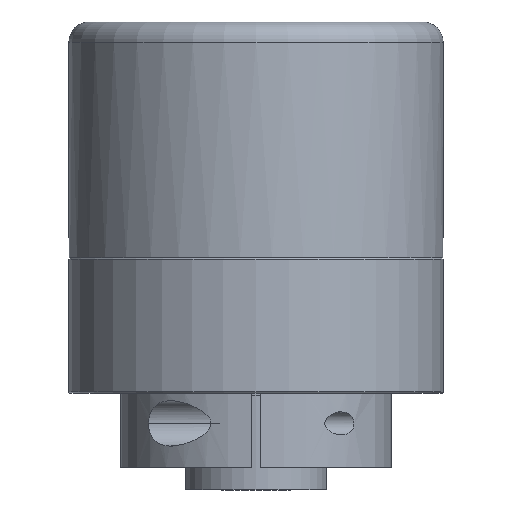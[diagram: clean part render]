
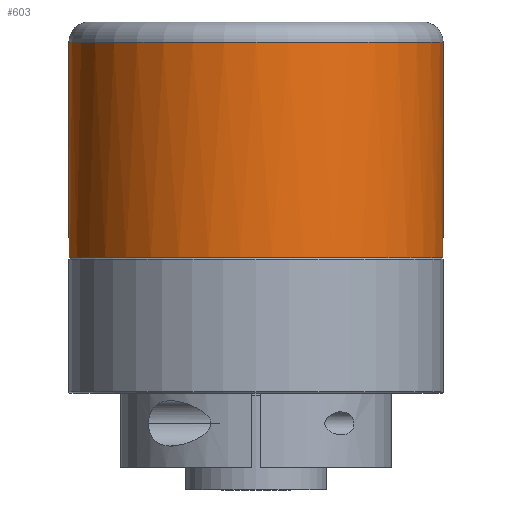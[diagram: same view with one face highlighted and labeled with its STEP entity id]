
A CAD part, front view. The second image highlights one B-rep face of the part: STEP entity #603.
In plain terms, the highlighted cylindrical face has radius 29.464 mm (diameter 58.928 mm), a partial arc.
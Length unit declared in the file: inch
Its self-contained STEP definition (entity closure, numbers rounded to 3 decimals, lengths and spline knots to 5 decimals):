
#11=CARTESIAN_POINT('',(-0.72085,0.90883,0.));
#21=CARTESIAN_POINT('',(0.72087,0.90882,0.));
#23=CARTESIAN_POINT('',(-0.77128,0.86645,
0.01695));
#24=CARTESIAN_POINT('',(-0.77004,0.86755,
0.01565));
#25=CARTESIAN_POINT('',(-0.76746,0.86984,
0.01325));
#26=CARTESIAN_POINT('',(-0.76326,0.87352,
0.01017));
#27=CARTESIAN_POINT('',(-0.75885,0.87736,
0.0076));
#28=CARTESIAN_POINT('',(-0.75433,0.88124,
0.00553));
#29=CARTESIAN_POINT('',(-0.74978,0.88512,
0.0039));
#30=CARTESIAN_POINT('',(-0.74507,0.88909,
0.00259));
#31=CARTESIAN_POINT('',(-0.73999,0.89333,
0.00152));
#32=CARTESIAN_POINT('',(-0.73433,0.89798,
0.0007));
#33=CARTESIAN_POINT('',(-0.72797,0.90315,
0.00016));
#34=CARTESIAN_POINT('',(-0.7233,0.90689,
0.00001));
#35=CARTESIAN_POINT('',(-0.72085,0.90883,0.));
#85=CARTESIAN_POINT('',(0.72087,0.90882,0.));
#86=CARTESIAN_POINT('',(0.72382,0.90648,0.00002));
#87=CARTESIAN_POINT('',(0.72972,0.90175,0.00022));
#88=CARTESIAN_POINT('',(0.7387,0.89441,0.00121));
#89=CARTESIAN_POINT('',(0.74742,0.88714,0.00307));
#90=CARTESIAN_POINT('',(0.75587,0.87994,0.00599));
#91=CARTESIAN_POINT('',(0.76395,0.87293,0.01038));
#92=CARTESIAN_POINT('',(0.76894,0.86853,0.01449));
#93=CARTESIAN_POINT('',(0.77127,0.86645,0.01695));
#100=DIRECTION('',(0.,0.,1.));
#101=VECTOR('',#100,1.31805);
#102=CARTESIAN_POINT('',(0.77127,0.86645,
0.01695));
#103=LINE('',#102,#101);
#104=CARTESIAN_POINT('',(0.,0.,0.));
#105=DIRECTION('',(0.,0.,-1.));
#106=DIRECTION('',(0.621,0.783,0.));
#107=AXIS2_PLACEMENT_3D('',#104,#105,#106);
#109=DIRECTION('',(0.,0.,-1.));
#110=VECTOR('',#109,1.31805);
#111=CARTESIAN_POINT('',(-0.77128,0.86645,1.335));
#112=LINE('',#111,#110);
#113=CARTESIAN_POINT('',(0.,0.,1.335));
#114=DIRECTION('',(0.,0.,1.));
#115=DIRECTION('',(-0.665,0.747,0.));
#116=AXIS2_PLACEMENT_3D('',#113,#114,#115);
#346=CARTESIAN_POINT('',(0.77128,0.86645,1.335));
#347=VERTEX_POINT('',#346);
#350=CARTESIAN_POINT('',(-0.77128,0.86645,1.335));
#351=VERTEX_POINT('',#350);
#370=CARTESIAN_POINT('',(-0.77128,0.86645,
0.01695));
#371=VERTEX_POINT('',#370);
#374=CARTESIAN_POINT('',(0.77127,0.86645,
0.01695));
#375=VERTEX_POINT('',#374);
#376=VERTEX_POINT('',#11);
#381=VERTEX_POINT('',#21);
#587=CARTESIAN_POINT('',(0.,0.,0.));
#588=DIRECTION('',(0.,0.,1.));
#589=DIRECTION('',(1.,0.,0.));
#590=AXIS2_PLACEMENT_3D('',#587,#588,#589);
#591=CYLINDRICAL_SURFACE('',#590,1.16);
#593=ORIENTED_EDGE('',*,*,#592,.F.);
#594=ORIENTED_EDGE('',*,*,#578,.F.);
#595=ORIENTED_EDGE('',*,*,#389,.T.);
#596=ORIENTED_EDGE('',*,*,#488,.F.);
#598=ORIENTED_EDGE('',*,*,#597,.F.);
#600=ORIENTED_EDGE('',*,*,#599,.T.);
#601=EDGE_LOOP('',(#593,#594,#595,#596,#598,#600));
#602=FACE_OUTER_BOUND('',#601,.F.);
#603=ADVANCED_FACE('',(#602),#591,.T.);
#36=B_SPLINE_CURVE_WITH_KNOTS('',3,(#23,#24,#25,#26,#27,#28,#29,#30,#31,#32,#33,
#34,#35),.UNSPECIFIED.,.F.,.F.,(4,1,1,1,1,1,1,1,1,1,4),(0.,0.1,0.2,0.3,
0.4,0.5,0.6,0.7,0.8,0.9,1.),.UNSPECIFIED.);
#94=B_SPLINE_CURVE_WITH_KNOTS('',3,(#85,#86,#87,#88,#89,#90,#91,#92,#93),
.UNSPECIFIED.,.F.,.F.,(4,1,1,1,1,1,4),(0.,0.16667,0.33333,
0.5,0.66667,0.83333,1.),.UNSPECIFIED.);
#108=CIRCLE('',#107,1.16);
#117=CIRCLE('',#116,1.16);
#389=EDGE_CURVE('',#381,#376,#108,.T.);
#488=EDGE_CURVE('',#371,#376,#36,.T.);
#578=EDGE_CURVE('',#381,#375,#94,.T.);
#592=EDGE_CURVE('',#375,#347,#103,.T.);
#597=EDGE_CURVE('',#351,#371,#112,.T.);
#599=EDGE_CURVE('',#351,#347,#117,.T.);
